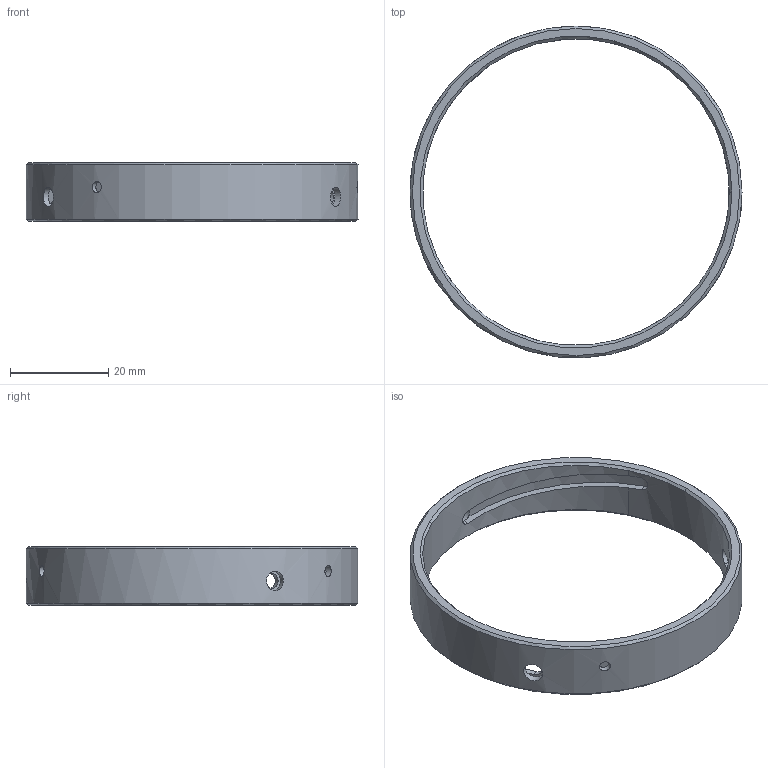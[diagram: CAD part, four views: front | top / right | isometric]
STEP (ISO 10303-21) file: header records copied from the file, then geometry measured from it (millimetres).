
FILE_DESCRIPTION(('HOOPS Exchange Step'),'2;1');
FILE_NAME('temp_export','2023-06-13T19:32:01-04:00',('gmoua'),('Shapr3D Limited'),'HOOPS Exchange 2022.2','Shapr3D','Authorized');
FILE_SCHEMA( ('AUTOMOTIVE_DESIGN { 1 0 10303 214 1 1 1 1 }') );
Length unit declared in the file: millimetre
Products named in the file (1): Focus Guide
Bounding box: 67.6 x 67.56 x 12 mm (x, y, z)
Volume: 5565.1 mm3; surface area: 6110.2 mm2
Topology: 1 solids, 1 shells, 47 faces, 140 edges, 95 vertices
Faces by surface type: cylinder 25, plane 8, cone 8, bspline 6
Full cylindrical faces by diameter (mm): 2.25 x3, 4 x3, 67.6 x1
Entity records: 4219 total; most frequent: CARTESIAN_POINT 3055, ORIENTED_EDGE 280, DIRECTION 183, EDGE_CURVE 140, VERTEX_POINT 95, AXIS2_PLACEMENT_3D 75, B_SPLINE_CURVE_WITH_KNOTS 66, EDGE_LOOP 55
